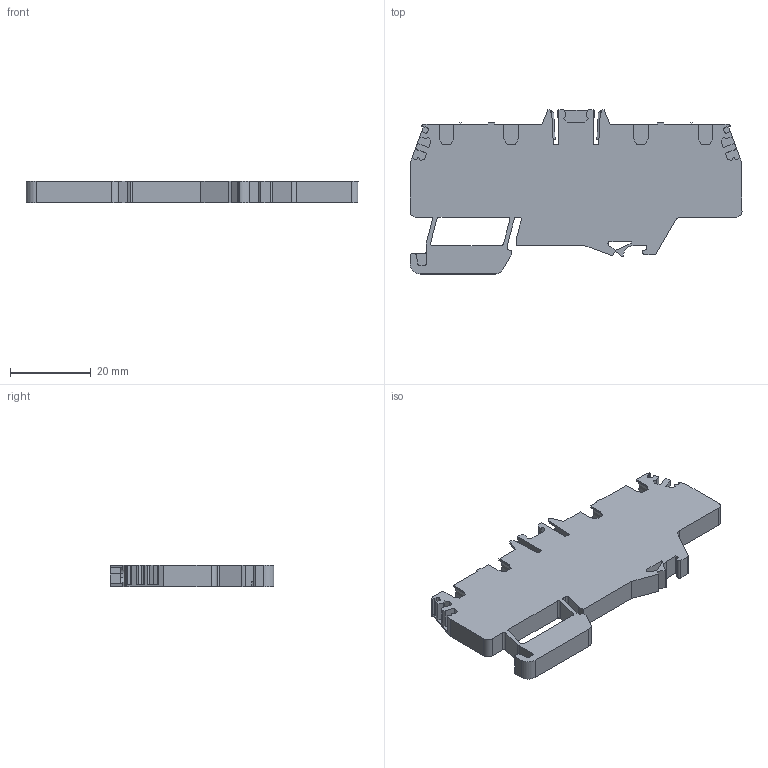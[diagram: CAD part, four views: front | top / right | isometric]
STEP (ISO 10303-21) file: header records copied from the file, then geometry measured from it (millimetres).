
FILE_DESCRIPTION(('CoCreate Modeling STEP Export'),'2;1');
FILE_NAME('HMM.2 2+2.stp','2010-05-06T 8:59:18',(''),(''),'CoCreate Modeling STEP processor for AP214 (Solid Model)','CoCreate Modeling 16.00A 16-Aug-2008 (C) Parametric Technology GmbH','');
FILE_SCHEMA(('AUTOMOTIVE_DESIGN { 1 0 10303 214 1 1 1 1 }'));
Length unit declared in the file: millimetre
Products named in the file (2): HMM.2-2_2
Assembly tree (1 placements, depth 2):
  HMM.2-2_2
    HMM.2-2_2
Bounding box: 82 x 40.5 x 5.2 mm (x, y, z)
Volume: 10917.9 mm3; surface area: 7489.8 mm2
Topology: 1 solids, 1 shells, 359 faces, 1043 edges, 690 vertices
Faces by surface type: plane 289, cylinder 70
Entity records: 11158 total; most frequent: ORIENTED_EDGE 2086, CARTESIAN_POINT 1964, DIRECTION 1691, EDGE_CURVE 1043, VECTOR 857, LINE 857, VERTEX_POINT 690, AXIS2_PLACEMENT_3D 417
